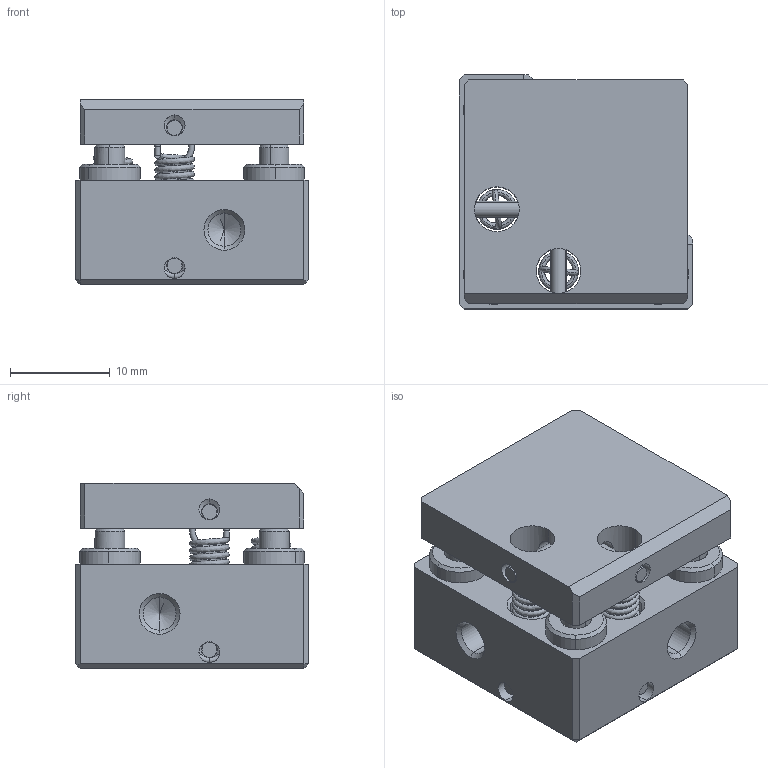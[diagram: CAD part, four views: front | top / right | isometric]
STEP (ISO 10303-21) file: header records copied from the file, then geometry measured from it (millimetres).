
FILE_DESCRIPTION (( 'STEP AP203' ), '1' );
FILE_NAME ('34723_Default.step', '2017-03-02T20:08:05', ( '' ), ( '' ), 'SwSTEP 2.0', 'SolidWorks 2016', '' );
FILE_SCHEMA (( 'CONFIG_CONTROL_DESIGN' ));
Length unit declared in the file: millimetre
Products named in the file (1): 34723_Default
Bounding box: 23.5 x 23.5 x 18.6 mm (x, y, z)
Volume: 4975.4 mm3; surface area: 5509.4 mm2
Topology: 12 solids, 15 shells, 495 faces, 1215 edges, 736 vertices
Faces by surface type: plane 169, cone 153, cylinder 139, torus 24, sphere 6, bspline 4
Entity records: 20626 total; most frequent: CARTESIAN_POINT 8990, DIRECTION 2508, ORIENTED_EDGE 2352, EDGE_CURVE 1176, AXIS2_PLACEMENT_3D 1000, VERTEX_POINT 727, EDGE_LOOP 553, VECTOR 508
